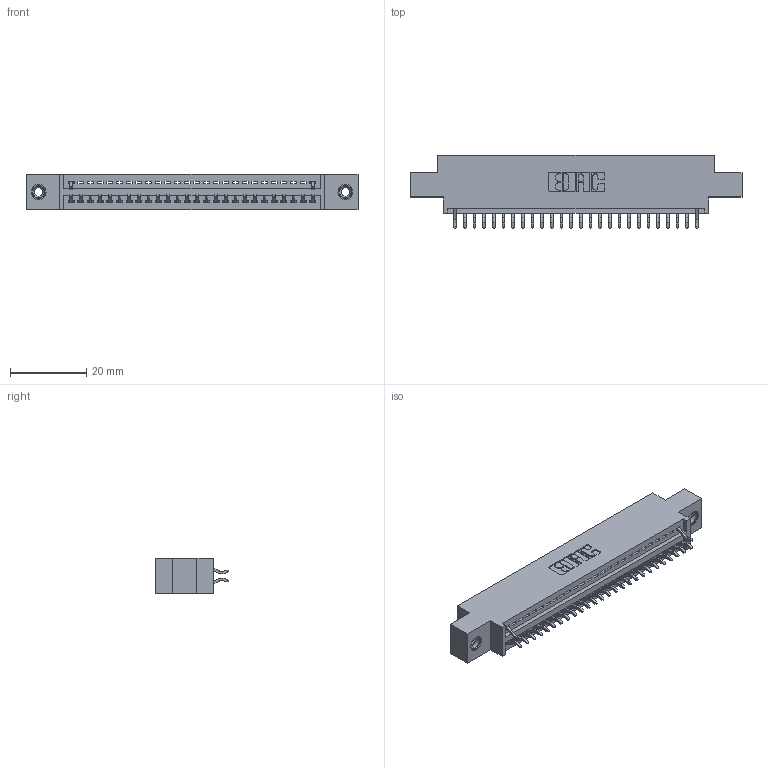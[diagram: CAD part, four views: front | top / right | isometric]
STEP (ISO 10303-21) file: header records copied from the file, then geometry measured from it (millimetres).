
FILE_DESCRIPTION (( 'STEP AP203' ), '1' );
FILE_NAME ('345-052-556-808.STEP', '2018-09-23T00:03:34', ( '' ), ( '' ), 'SwSTEP 2.0', 'SolidWorks 2016', '' );
FILE_SCHEMA (( 'CONFIG_CONTROL_DESIGN' ));
Length unit declared in the file: inch
Products named in the file (4): 345 Part_0.170 Offset - 0.156 Dia-TI; 345-292-001_556 Tail; 345-250-001_345-250-003-102; 345-052-556-808
Assembly tree (31 placements, depth 2):
  345-052-556-808
    345 Part_0.170 Offset - 0.156 Dia-TI
    345-292-001_556 Tail  x28
    345-250-001_345-250-003-102  x2
Bounding box: 87.25 x 19.24 x 9.4 mm (x, y, z)
Volume: 7989.6 mm3; surface area: 10407.2 mm2
Topology: 31 solids, 31 shells, 1950 faces, 5813 edges, 3830 vertices
Faces by surface type: plane 1320, cylinder 614, cone 12, torus 4
Entity records: 23324 total; most frequent: CARTESIAN_POINT 4027, ORIENTED_EDGE 3966, DIRECTION 3557, EDGE_CURVE 1983, VECTOR 1719, LINE 1719, VERTEX_POINT 1316, AXIS2_PLACEMENT_3D 919
